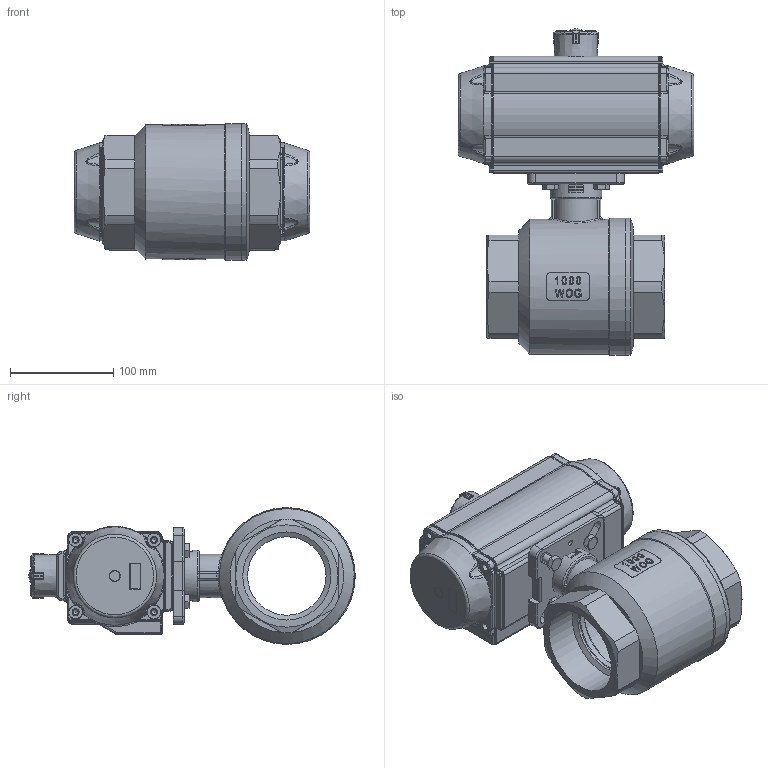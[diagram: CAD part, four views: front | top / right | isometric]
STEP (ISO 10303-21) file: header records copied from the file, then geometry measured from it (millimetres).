
FILE_DESCRIPTION(/* description */ ('Unknown'),/* implementation_level */ '2;1');
FILE_NAME(/* name */ 'PD05 9652-11',/* time_stamp */ '2025-01-15T10:19:08+01:00',/* author */ ('Unknown'),/* organization */ ('Unknown'),/* preprocessor_version */ 'ST-DEVELOPER v19.4',/* originating_system */ 'Solid Edge',/* authorisation */ 'Unknown');
FILE_SCHEMA (('TECHNICAL_DATA_PACKAGING','AUTOMOTIVE_DESIGN {1 0 10303 214 3 1 1}'));
Products named in the file (25): PD059652-11; 9652-11; DN80-T; DN80-FZ; DN80-ZT; DN80-FG; DN80-O; DN80-TL; DN80-YT; DN80-DD; DN80-FGM; DN80-FS; DN80-G; DN80-M; PD05_PE04; VTE85____; Optische Anzeige; ______; ________(___________; cup head nib bolts with large head gb_GB_FASTENER_BOLT_CHNBW M6X25-N; huosai85; zhou85; vt85-2016-06-25  _______MIR; vt85-2016-06-25; DIN 933 M8x25 A2-70 BLK_EDST
Assembly tree (33 placements, depth 4):
  PD059652-11
    9652-11
      DN80-T
      DN80-FZ  x2
      DN80-ZT
      DN80-FG
      DN80-O
      DN80-TL
      DN80-YT
      DN80-DD  x2
      DN80-FGM
      DN80-FS
      DN80-G
      DN80-M
    PD05_PE04
      VTE85____
      Optische Anzeige
        ______
        ________(___________  x4
        cup head nib bolts with large head gb_GB_FASTENER_BOLT_CHNBW M6X25-N
      huosai85  x2
      zhou85
      vt85-2016-06-25  _______MIR
      vt85-2016-06-25
    DIN 933 M8x25 A2-70 BLK_EDST  x4
Bounding box: 228 x 316.06 x 132.5 mm (x, y, z)
Volume: 1933634.5 mm3; surface area: 554224.5 mm2
Topology: 30 solids, 30 shells, 3378 faces, 8367 edges, 5164 vertices
Faces by surface type: plane 955, cylinder 841, bspline 760, torus 564, cone 245, sphere 13
Full cylindrical faces by diameter (mm): 3 x16, 3.3 x8, 4 x2, 4.134 x8, 4.66 x1, 4.917 x13, 5 x2, 6 x1, 6.2 x1, 6.647 x6, 8 x4, 11.445 x2, 12 x2, 13 x14, 16.2 x1, 16.5 x1, 18.3 x1, 18.7 x1, 20 x7, 22 x3, 22.1 x1, 22.2 x3, 23 x14, 26 x1, 27 x2, 27.6 x2, 28 x2, 29 x1, 31.5 x1, 32.2 x1
Entity records: 119903 total; most frequent: CARTESIAN_POINT 63330, ORIENTED_EDGE 12300, DIRECTION 10234, EDGE_CURVE 6150, AXIS2_PLACEMENT_3D 4121, VERTEX_POINT 4000, FACE_BOUND 3130, EDGE_LOOP 3117
